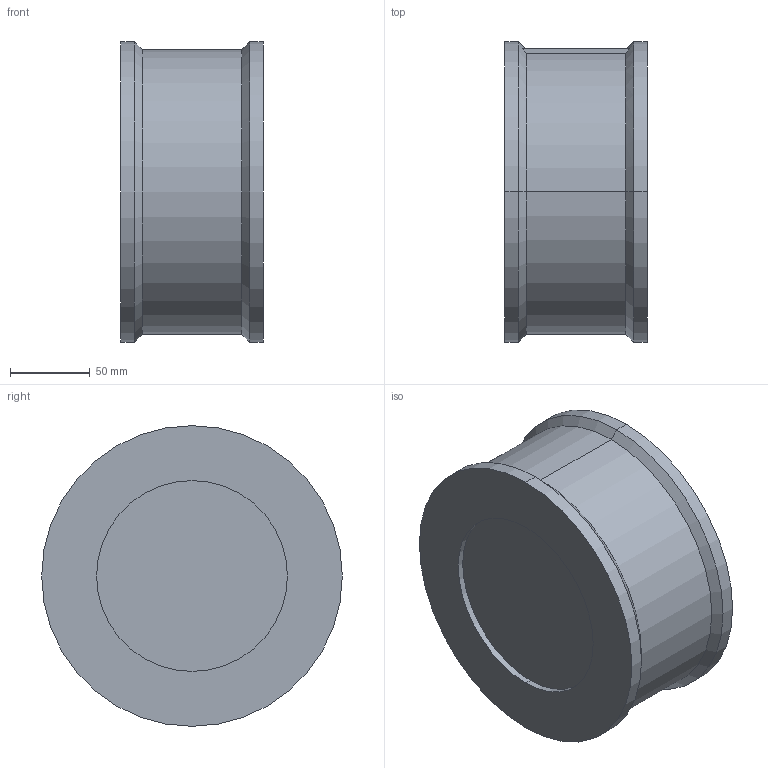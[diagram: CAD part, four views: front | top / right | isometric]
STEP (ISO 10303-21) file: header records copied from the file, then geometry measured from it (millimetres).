
FILE_DESCRIPTION (( 'STEP AP214' ), '1' );
FILE_NAME ('930-125.STEP', '2012-06-26T09:12:37', ( 'rals' ), ( 'Hewlett-Packard Company' ), 'SwSTEP 2.0', 'SolidWorks 2011', '' );
FILE_SCHEMA (( 'AUTOMOTIVE_DESIGN' ));
Length unit declared in the file: millimetre
Products named in the file (1): 930-125
Bounding box: 89.5 x 189 x 189 mm (x, y, z)
Volume: 2257183 mm3; surface area: 111805.6 mm2
Topology: 1 solids, 1 shells, 112 faces, 295 edges, 194 vertices
Faces by surface type: plane 53, bspline 44, cylinder 11, cone 4
Entity records: 4941 total; most frequent: CARTESIAN_POINT 2432, ORIENTED_EDGE 590, DIRECTION 361, EDGE_CURVE 295, VERTEX_POINT 194, VECTOR 179, LINE 179, EDGE_LOOP 121
